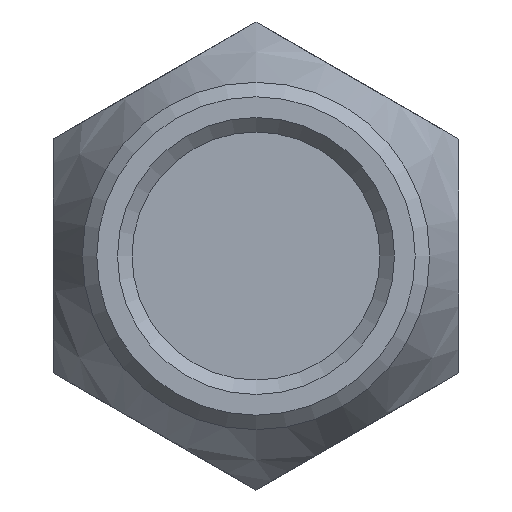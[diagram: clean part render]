
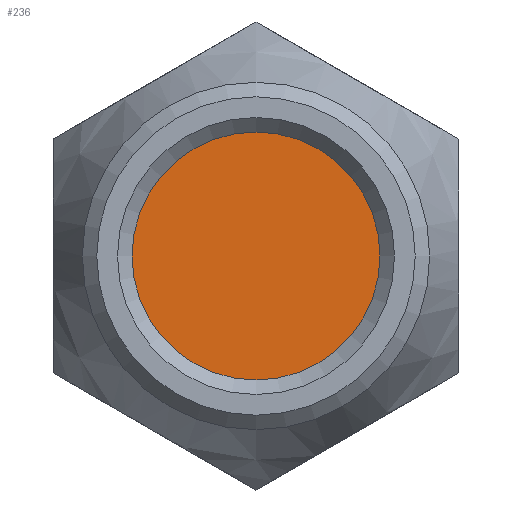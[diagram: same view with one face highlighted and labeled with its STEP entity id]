
A CAD part, left-side view. The second image highlights one B-rep face of the part: STEP entity #236.
In plain terms, the highlighted planar face has unit normal (-1, 0, 0).
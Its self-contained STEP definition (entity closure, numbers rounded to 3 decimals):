
#43 = CARTESIAN_POINT ( 'NONE',  ( -9.734, 0., 0. ) ) ;
#55 = CIRCLE ( 'NONE', #547, 4.283 ) ;
#133 = EDGE_LOOP ( 'NONE', ( #466 ) ) ;
#143 = DIRECTION ( 'NONE',  ( 0., 0., -1. ) ) ;
#148 = CARTESIAN_POINT ( 'NONE',  ( -9.734, 4.283, 0. ) ) ;
#236 = ADVANCED_FACE ( 'NONE', ( #404 ), #493, .F. ) ;
#264 = AXIS2_PLACEMENT_3D ( 'NONE', #148, #608, #143 ) ;
#267 = DIRECTION ( 'NONE',  ( 0., 0., 1. ) ) ;
#276 = CARTESIAN_POINT ( 'NONE',  ( -9.734, 0., 4.283 ) ) ;
#282 = EDGE_CURVE ( 'NONE', #284, #284, #55, .T. ) ;
#284 = VERTEX_POINT ( 'NONE', #276 ) ;
#404 = FACE_OUTER_BOUND ( 'NONE', #133, .T. ) ;
#466 = ORIENTED_EDGE ( 'NONE', *, *, #282, .T. ) ;
#493 = PLANE ( 'NONE',  #264 ) ;
#547 = AXIS2_PLACEMENT_3D ( 'NONE', #43, #736, #267 ) ;
#608 = DIRECTION ( 'NONE',  ( 1., 0., 0. ) ) ;
#736 = DIRECTION ( 'NONE',  ( -1., 0., 0. ) ) ;
